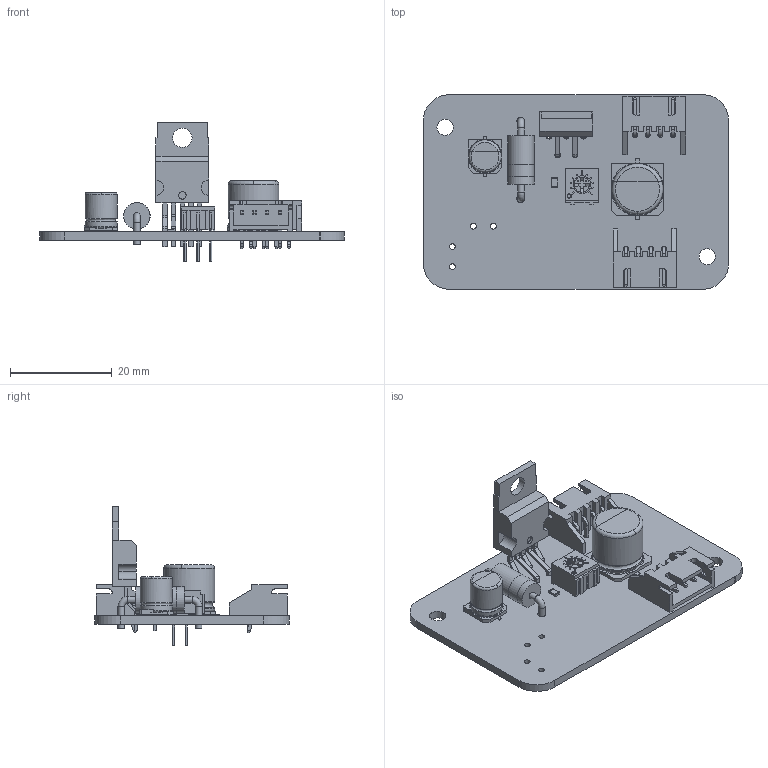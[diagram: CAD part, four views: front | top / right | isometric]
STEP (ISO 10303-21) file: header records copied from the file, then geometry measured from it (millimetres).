
FILE_DESCRIPTION(('KiCad electronic assembly'),'2;1');
FILE_NAME('zappy.step','2025-01-25T12:41:29',('Pcbnew'),('Kicad'), 'Open CASCADE STEP processor 7.6','KiCad to STEP converter','Unknown' );
FILE_SCHEMA(('AUTOMOTIVE_DESIGN { 1 0 10303 214 1 1 1 1 }'));
Length unit declared in the file: millimetre
Products named in the file (16): zappy 1; CP_Elec_6.3x7.7; CP_Elec_63x77; R_0805_2012Metric; S4B-XH-A-1; TO-220-5_P3.4x3.7mm_StaggerEven_Lead3.8mm_Vertical; TO_220_5_Pentawatt_Multiwatt_5_Vertical_StaggeredType2; D_DO-201AD_P15.24mm_Horizontal; CP_Elec_10x10; 3362P-1-103LF; 3362P-1-103; zappy_PCB
Assembly tree (16 placements, depth 3):
  zappy 1
    CP_Elec_6.3x7.7
      CP_Elec_63x77
    R_0805_2012Metric
      R_0805_2012Metric
    S4B-XH-A-1  x2
      S4B-XH-A-1
    TO-220-5_P3.4x3.7mm_StaggerEven_Lead3.8mm_Vertical
      TO_220_5_Pentawatt_Multiwatt_5_Vertical_StaggeredType2
    D_DO-201AD_P15.24mm_Horizontal
      D_DO-201AD_P15.24mm_Horizontal
    CP_Elec_10x10
      CP_Elec_10x10
    3362P-1-103LF
      3362P-1-103
    zappy_PCB
Bounding box: 60 x 38.25 x 27.29 mm (x, y, z)
Volume: 6142 mm3; surface area: 8644.8 mm2
Topology: 21 solids, 21 shells, 762 faces, 2000 edges, 1297 vertices
Faces by surface type: plane 553, cylinder 191, torus 10, bspline 4, revolution 2, cone 2
Full cylindrical faces by diameter (mm): 0.714 x3, 1 x8, 1.1 x5, 1.143 x4, 1.3 x4, 1.5 x1, 1.6 x2, 3.2 x2, 3.8 x1, 5.2 x2, 5.22 x1, 6.3 x2, 10 x2
Entity records: 20120 total; most frequent: CARTESIAN_POINT 3496, ORIENTED_EDGE 3068, DIRECTION 3058, EDGE_CURVE 1534, LINE 1166, VECTOR 1166, VERTEX_POINT 997, AXIS2_PLACEMENT_3D 945
